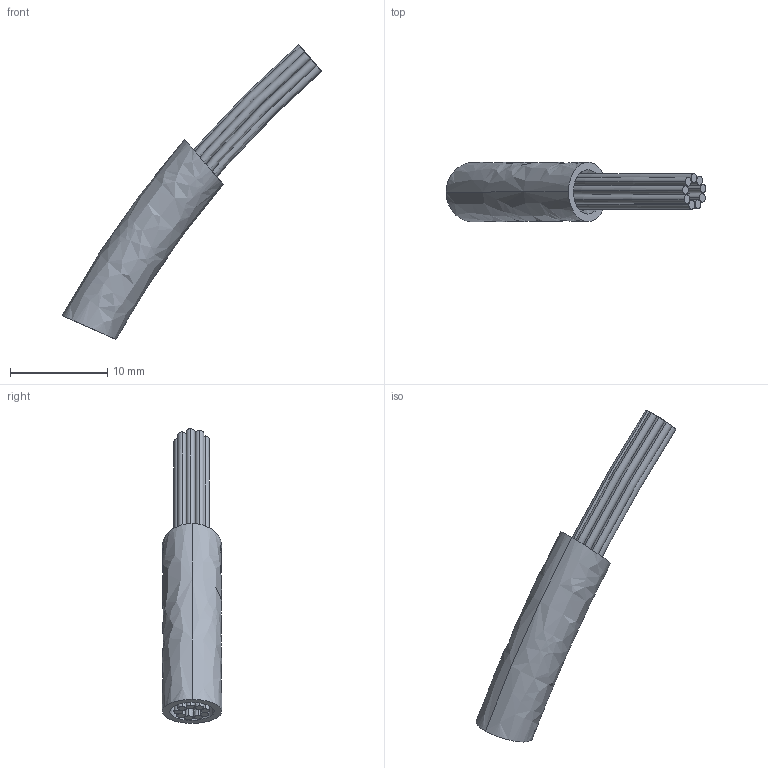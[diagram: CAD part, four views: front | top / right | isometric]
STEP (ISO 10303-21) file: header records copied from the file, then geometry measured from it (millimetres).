
FILE_DESCRIPTION (( 'STEP AP203' ), '1' );
FILE_NAME ('A7300-5-WR.STEP', '2013-11-19T12:33:13', ( '' ), ( '' ), 'SwSTEP 2.0', 'SolidWorks 2012', '' );
FILE_SCHEMA (( 'CONFIG_CONTROL_DESIGN' ));
Length unit declared in the file: inch
Products named in the file (1): A7300-5-WR
Bounding box: 26.69 x 6.1 x 30.27 mm (x, y, z)
Volume: 471.6 mm3; surface area: 1644.1 mm2
Topology: 10 solids, 10 shells, 42 faces, 66 edges, 44 vertices
Faces by surface type: plane 20, torus 18, bspline 4
Entity records: 1323 total; most frequent: CARTESIAN_POINT 497, DIRECTION 166, ORIENTED_EDGE 132, AXIS2_PLACEMENT_3D 83, EDGE_CURVE 66, CIRCLE 44, VERTEX_POINT 44, EDGE_LOOP 44
